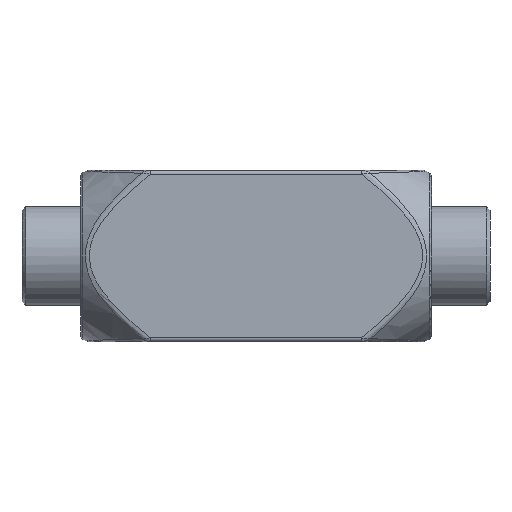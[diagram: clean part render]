
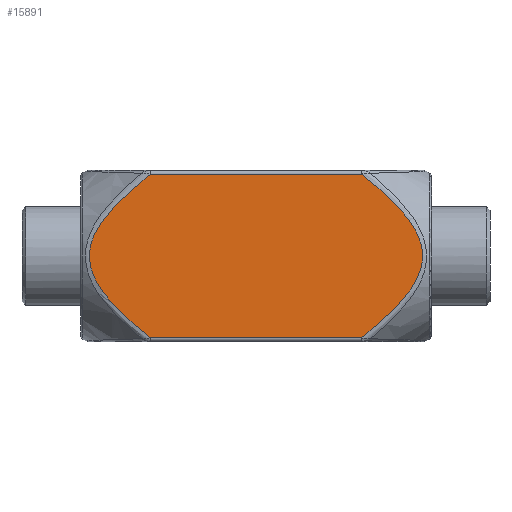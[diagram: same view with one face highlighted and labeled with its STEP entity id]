
A CAD part, front view. The second image highlights one B-rep face of the part: STEP entity #15891.
In plain terms, the highlighted planar face has unit normal (0, -1, 0).
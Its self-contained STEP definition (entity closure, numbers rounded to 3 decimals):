
#94 = ORIENTED_EDGE ( 'NONE', *, *, #21032, .T. ) ;
#2466 = VERTEX_POINT ( 'NONE', #24334 ) ;
#2467 = VERTEX_POINT ( 'NONE', #24057 ) ;
#2547 = VERTEX_POINT ( 'NONE', #24224 ) ;
#2609 = VERTEX_POINT ( 'NONE', #24820 ) ;
#2673 = EDGE_LOOP ( 'NONE', ( #94, #17340, #26461, #26363 ) ) ;
#4692 = AXIS2_PLACEMENT_3D ( 'NONE', #12391, #12388, #12303 ) ;
#5134 = CARTESIAN_POINT ( 'NONE',  ( -21.204, -11., 1.396 ) ) ;
#5141 = CARTESIAN_POINT ( 'NONE',  ( -21.204, -11., -1.396 ) ) ;
#5158 = CARTESIAN_POINT ( 'NONE',  ( 21.258, -11., -1.151 ) ) ;
#5189 = CARTESIAN_POINT ( 'NONE',  ( 17.779, -11., -6.798 ) ) ;
#5196 = CARTESIAN_POINT ( 'NONE',  ( -15.31, -11., -9.082 ) ) ;
#5218 = CARTESIAN_POINT ( 'NONE',  ( -20.22, -11., -3.727 ) ) ;
#5257 = CARTESIAN_POINT ( 'NONE',  ( -14.45, -11., 9.799 ) ) ;
#5276 = CARTESIAN_POINT ( 'NONE',  ( 20.6, -11., -3.016 ) ) ;
#5286 = CARTESIAN_POINT ( 'NONE',  ( 21.197, -11., -1.427 ) ) ;
#5329 = CARTESIAN_POINT ( 'NONE',  ( 20.724, -11., -2.759 ) ) ;
#5349 = CARTESIAN_POINT ( 'NONE',  ( 20.944, -11., -2.235 ) ) ;
#5362 = CARTESIAN_POINT ( 'NONE',  ( -20.221, -11., 3.726 ) ) ;
#5397 = CARTESIAN_POINT ( 'NONE',  ( -20.973, -11., 2.209 ) ) ;
#5409 = CARTESIAN_POINT ( 'NONE',  ( 15.309, -11., -9.083 ) ) ;
#5414 = CARTESIAN_POINT ( 'NONE',  ( -20.749, -11., -2.735 ) ) ;
#5420 = CARTESIAN_POINT ( 'NONE',  ( -20.752, -11., 2.727 ) ) ;
#5460 = CARTESIAN_POINT ( 'NONE',  ( 21.343, -11., -0.589 ) ) ;
#5474 = CARTESIAN_POINT ( 'NONE',  ( -17.775, -11., -6.803 ) ) ;
#5512 = CARTESIAN_POINT ( 'NONE',  ( -21.366, -11., 0.281 ) ) ;
#5550 = CARTESIAN_POINT ( 'NONE',  ( -16.562, -11., 7.953 ) ) ;
#5654 = CARTESIAN_POINT ( 'NONE',  ( -21.265, -11., -1.119 ) ) ;
#5669 = CARTESIAN_POINT ( 'NONE',  ( -19.252, -11., -5.106 ) ) ;
#5691 = CARTESIAN_POINT ( 'NONE',  ( -19.916, -11., 4.196 ) ) ;
#5727 = CARTESIAN_POINT ( 'NONE',  ( 16.973, -11., -7.582 ) ) ;
#5736 = CARTESIAN_POINT ( 'NONE',  ( 21.365, -11., -0.303 ) ) ;
#5764 = CARTESIAN_POINT ( 'NONE',  ( -19.257, -11., 5.099 ) ) ;
#5769 = CARTESIAN_POINT ( 'NONE',  ( -21.265, -11., 1.117 ) ) ;
#5771 = CARTESIAN_POINT ( 'NONE',  ( -19.916, -11., -4.197 ) ) ;
#5863 = CARTESIAN_POINT ( 'NONE',  ( 21.268, -11., 1.099 ) ) ;
#5878 = CARTESIAN_POINT ( 'NONE',  ( -16.971, -11., 7.569 ) ) ;
#5897 = CARTESIAN_POINT ( 'NONE',  ( -18.159, -11., 6.371 ) ) ;
#5957 = CARTESIAN_POINT ( 'NONE',  ( -21.346, -11., 0.56 ) ) ;
#5967 = CARTESIAN_POINT ( 'NONE',  ( -21.346, -11., -0.558 ) ) ;
#6004 = CARTESIAN_POINT ( 'NONE',  ( -18.902, -11., 5.532 ) ) ;
#6010 = CARTESIAN_POINT ( 'NONE',  ( -20.973, -11., -2.209 ) ) ;
#6029 = CARTESIAN_POINT ( 'NONE',  ( 18.887, -11., -5.55 ) ) ;
#6044 = CARTESIAN_POINT ( 'NONE',  ( 20.201, -11., -3.759 ) ) ;
#6073 = CARTESIAN_POINT ( 'NONE',  ( 19.24, -11., -5.121 ) ) ;
#6123 = CARTESIAN_POINT ( 'NONE',  ( -21.366, -11., -0.278 ) ) ;
#6214 = CARTESIAN_POINT ( 'NONE',  ( -16.972, -11., -7.583 ) ) ;
#6218 = CARTESIAN_POINT ( 'NONE',  ( 14.449, -11., -9.801 ) ) ;
#6234 = CARTESIAN_POINT ( 'NONE',  ( 19.896, -11., -4.226 ) ) ;
#6235 = CARTESIAN_POINT ( 'NONE',  ( -18.893, -11., -5.543 ) ) ;
#6251 = CARTESIAN_POINT ( 'NONE',  ( 21.04, -11., -1.969 ) ) ;
#6255 = CARTESIAN_POINT ( 'NONE',  ( -15.312, -11., 9.08 ) ) ;
#6260 = CARTESIAN_POINT ( 'NONE',  ( -17.769, -11., 6.779 ) ) ;
#6267 = CARTESIAN_POINT ( 'NONE',  ( 21.367, -11., 0.261 ) ) ;
#6317 = CARTESIAN_POINT ( 'NONE',  ( 13.572, -11., -10.5 ) ) ;
#6329 = CARTESIAN_POINT ( 'NONE',  ( 21.347, -11., 0.542 ) ) ;
#6336 = CARTESIAN_POINT ( 'NONE',  ( -13.572, -11., 10.5 ) ) ;
#7575 = CARTESIAN_POINT ( 'NONE',  ( 21.209, -11., 1.378 ) ) ;
#7576 = CARTESIAN_POINT ( 'NONE',  ( 20.976, -11., 2.201 ) ) ;
#7577 = CARTESIAN_POINT ( 'NONE',  ( 20.756, -11., 2.719 ) ) ;
#7578 = CARTESIAN_POINT ( 'NONE',  ( 20.228, -11., 3.715 ) ) ;
#7579 = CARTESIAN_POINT ( 'NONE',  ( 19.917, -11., 4.195 ) ) ;
#7580 = CARTESIAN_POINT ( 'NONE',  ( 19.253, -11., 5.105 ) ) ;
#7581 = CARTESIAN_POINT ( 'NONE',  ( 18.897, -11., 5.538 ) ) ;
#7582 = CARTESIAN_POINT ( 'NONE',  ( 17.785, -11., 6.793 ) ) ;
#7583 = CARTESIAN_POINT ( 'NONE',  ( 16.982, -11., 7.574 ) ) ;
#7584 = CARTESIAN_POINT ( 'NONE',  ( 15.316, -11., 9.077 ) ) ;
#7585 = CARTESIAN_POINT ( 'NONE',  ( 14.451, -11., 9.799 ) ) ;
#7586 = CARTESIAN_POINT ( 'NONE',  ( 13.572, -11., 10.5 ) ) ;
#7607 = CARTESIAN_POINT ( 'NONE',  ( -14.45, -11., -9.8 ) ) ;
#7608 = CARTESIAN_POINT ( 'NONE',  ( -13.572, -11., -10.5 ) ) ;
#7811 = CARTESIAN_POINT ( 'NONE',  ( 22.5, -11., -10.5 ) ) ;
#7812 = DIRECTION ( 'NONE',  ( 1., 0., 0. ) ) ;
#7813 = CARTESIAN_POINT ( 'NONE',  ( 22.5, -11., 10.5 ) ) ;
#7814 = DIRECTION ( 'NONE',  ( -1., 0., 0. ) ) ;
#12303 = DIRECTION ( 'NONE',  ( 0., 0., 1. ) ) ;
#12329 = PLANE ( 'NONE',  #4692 ) ;
#12388 = DIRECTION ( 'NONE',  ( 0., 1., 0. ) ) ;
#12391 = CARTESIAN_POINT ( 'NONE',  ( 22.5, -11., 11. ) ) ;
#15891 = ADVANCED_FACE ( 'NONE', ( #24018 ), #12329, .F. ) ;
#17340 = ORIENTED_EDGE ( 'NONE', *, *, #20798, .T. ) ;
#17899 = B_SPLINE_CURVE_WITH_KNOTS ( 'NONE', 3,
 ( #6336, #5257, #6255, #5550, #5878, #6260, #5897, #6004, #5764, #5691, #5362, #5420, #5397, #5134, #5769, #5957, #5512, #6123, #5967, #5654, #5141, #6010, #5414, #5218, #5771, #5669, #6235, #5474, #6214, #5196, #7607, #7608 ),
 .UNSPECIFIED., .F., .F.,
 ( 4, 2, 2, 2, 2, 2, 2, 2, 2, 2, 2, 2, 2, 2, 2, 4 ),
 ( 0., 0.003, 0.005, 0.007, 0.008, 0.01, 0.012, 0.013, 0.013, 0.014, 0.015, 0.017, 0.019, 0.02, 0.024, 0.027 ),
 .UNSPECIFIED. ) ;
#18246 = B_SPLINE_CURVE_WITH_KNOTS ( 'NONE', 3,
 ( #6317, #6218, #5409, #5727, #5189, #6029, #6073, #6234, #6044, #5276, #5329, #5349, #6251, #5286, #5158, #5460, #5736, #6267, #6329, #5863, #7575, #7576, #7577, #7578, #7579, #7580, #7581, #7582, #7583, #7584, #7585, #7586 ),
 .UNSPECIFIED., .F., .F.,
 ( 4, 2, 2, 2, 2, 2, 2, 2, 2, 2, 2, 2, 2, 2, 2, 4 ),
 ( 0., 0.003, 0.007, 0.008, 0.01, 0.011, 0.012, 0.013, 0.013, 0.014, 0.015, 0.017, 0.018, 0.02, 0.024, 0.027 ),
 .UNSPECIFIED. ) ;
#19853 = VECTOR ( 'NONE', #7814, 1000. ) ;
#19854 = LINE ( 'NONE', #7813, #19853 ) ;
#19855 = VECTOR ( 'NONE', #7812, 1000. ) ;
#19856 = LINE ( 'NONE', #7811, #19855 ) ;
#20746 = EDGE_CURVE ( 'NONE', #2467, #2547, #18246, .T. ) ;
#20798 = EDGE_CURVE ( 'NONE', #2609, #2466, #17899, .T. ) ;
#21031 = EDGE_CURVE ( 'NONE', #2466, #2467, #19856, .T. ) ;
#21032 = EDGE_CURVE ( 'NONE', #2547, #2609, #19854, .T. ) ;
#24018 = FACE_OUTER_BOUND ( 'NONE', #2673, .T. ) ;
#24057 = CARTESIAN_POINT ( 'NONE',  ( 13.572, -11., -10.5 ) ) ;
#24224 = CARTESIAN_POINT ( 'NONE',  ( 13.572, -11., 10.5 ) ) ;
#24334 = CARTESIAN_POINT ( 'NONE',  ( -13.572, -11., -10.5 ) ) ;
#24820 = CARTESIAN_POINT ( 'NONE',  ( -13.572, -11., 10.5 ) ) ;
#26363 = ORIENTED_EDGE ( 'NONE', *, *, #20746, .T. ) ;
#26461 = ORIENTED_EDGE ( 'NONE', *, *, #21031, .T. ) ;
